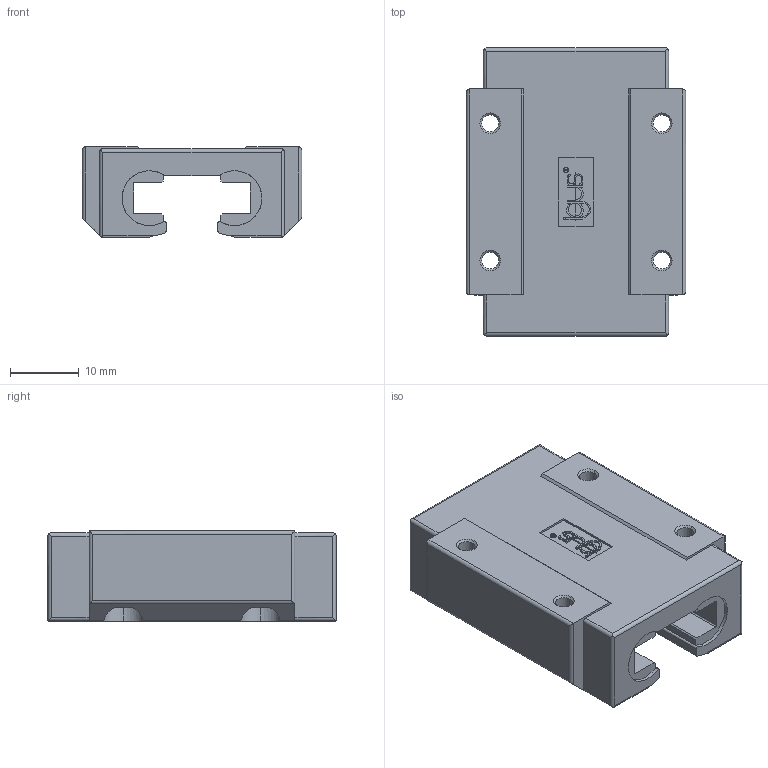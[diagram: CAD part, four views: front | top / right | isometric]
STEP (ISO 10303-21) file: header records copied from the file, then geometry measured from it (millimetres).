
FILE_DESCRIPTION(('no description'),'unknown implementation level');
FILE_NAME('TW_04_15_1.stp',' ',('igus® GmbH'),('CADClick - KiM GmbH - www.kimweb.de'),'unknown preprocess','ACIS','unknown authorization');
FILE_SCHEMA(('automotive_design'));
Length unit declared in the file: millimetre
Products named in the file (3): 1; 2; 3
Bounding box: 32 x 42 x 13.2 mm (x, y, z)
Volume: 11077.5 mm3; surface area: 8737.4 mm2
Topology: 3 solids, 3 shells, 261 faces, 713 edges, 468 vertices
Faces by surface type: plane 146, cylinder 99, cone 16
Entity records: 16468 total; most frequent: CARTESIAN_POINT 1599, STYLED_ITEM 1445, PRESENTATION_STYLE_ASSIGNMENT 1445, COLOUR_RGB 1445, DIRECTION 1437, ORIENTED_EDGE 1426, EDGE_CURVE 713, CURVE_STYLE 713
